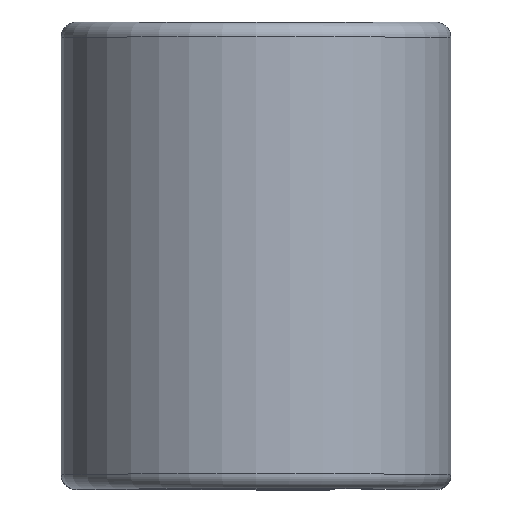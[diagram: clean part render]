
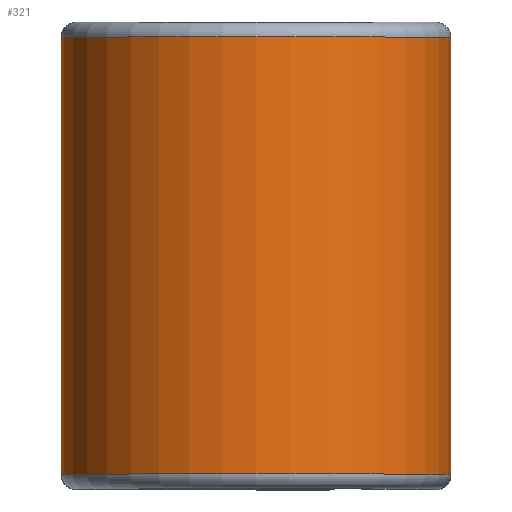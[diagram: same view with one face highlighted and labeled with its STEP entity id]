
A CAD part, top view. The second image highlights one B-rep face of the part: STEP entity #321.
In plain terms, the highlighted cylindrical face has radius 9.944 mm (diameter 19.888 mm), a partial arc.
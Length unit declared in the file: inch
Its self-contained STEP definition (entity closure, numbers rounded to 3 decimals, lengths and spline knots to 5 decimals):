
#76 = DIRECTION ( 'NONE',  ( 0., 0., -1. ) ) ;
#82 = EDGE_LOOP ( 'NONE', ( #1027, #1436, #1714, #1640 ) ) ;
#180 = DIRECTION ( 'NONE',  ( 0., 0., -1. ) ) ;
#250 = VERTEX_POINT ( 'NONE', #1655 ) ;
#298 = VECTOR ( 'NONE', #2822, 39.37008 ) ;
#321 = ADVANCED_FACE ( 'NONE', ( #1972 ), #1676, .T. ) ;
#344 = CIRCLE ( 'NONE', #2717, 0.3915 ) ;
#412 = CARTESIAN_POINT ( 'NONE',  ( 0.3915, -0.43875, 0.562 ) ) ;
#431 = CIRCLE ( 'NONE', #2251, 0.3915 ) ;
#616 = CARTESIAN_POINT ( 'NONE',  ( -0.3915, 0.43875, 0.562 ) ) ;
#626 = CARTESIAN_POINT ( 'NONE',  ( -0.3915, 0.43875, 0.562 ) ) ;
#633 = DIRECTION ( 'NONE',  ( 0., -1., 0. ) ) ;
#856 = DIRECTION ( 'NONE',  ( 0., 1., 0. ) ) ;
#943 = EDGE_CURVE ( 'NONE', #1680, #250, #1536, .T. ) ;
#1027 = ORIENTED_EDGE ( 'NONE', *, *, #943, .T. ) ;
#1043 = VECTOR ( 'NONE', #856, 39.37008 ) ;
#1207 = CARTESIAN_POINT ( 'NONE',  ( 0.3915, 0.43875, 0.562 ) ) ;
#1418 = AXIS2_PLACEMENT_3D ( 'NONE', #1928, #2127, #76 ) ;
#1436 = ORIENTED_EDGE ( 'NONE', *, *, #2320, .T. ) ;
#1536 = LINE ( 'NONE', #1207, #298 ) ;
#1566 = DIRECTION ( 'NONE',  ( 0., -1., 0. ) ) ;
#1640 = ORIENTED_EDGE ( 'NONE', *, *, #2268, .F. ) ;
#1655 = CARTESIAN_POINT ( 'NONE',  ( 0.3915, 0.43875, 0.562 ) ) ;
#1676 = CYLINDRICAL_SURFACE ( 'NONE', #1418, 0.3915 ) ;
#1680 = VERTEX_POINT ( 'NONE', #412 ) ;
#1714 = ORIENTED_EDGE ( 'NONE', *, *, #2213, .F. ) ;
#1720 = LINE ( 'NONE', #626, #1043 ) ;
#1928 = CARTESIAN_POINT ( 'NONE',  ( 0., 0.4375, 0.562 ) ) ;
#1972 = FACE_OUTER_BOUND ( 'NONE', #82, .T. ) ;
#2010 = CARTESIAN_POINT ( 'NONE',  ( 0., -0.43875, 0.562 ) ) ;
#2127 = DIRECTION ( 'NONE',  ( 0., -1., 0. ) ) ;
#2147 = VERTEX_POINT ( 'NONE', #2658 ) ;
#2213 = EDGE_CURVE ( 'NONE', #2147, #2410, #1720, .T. ) ;
#2247 = DIRECTION ( 'NONE',  ( 0., 0., -1. ) ) ;
#2251 = AXIS2_PLACEMENT_3D ( 'NONE', #2010, #633, #2247 ) ;
#2268 = EDGE_CURVE ( 'NONE', #1680, #2147, #431, .T. ) ;
#2320 = EDGE_CURVE ( 'NONE', #250, #2410, #344, .T. ) ;
#2410 = VERTEX_POINT ( 'NONE', #616 ) ;
#2658 = CARTESIAN_POINT ( 'NONE',  ( -0.3915, -0.43875, 0.562 ) ) ;
#2717 = AXIS2_PLACEMENT_3D ( 'NONE', #2962, #1566, #180 ) ;
#2822 = DIRECTION ( 'NONE',  ( 0., 1., 0. ) ) ;
#2962 = CARTESIAN_POINT ( 'NONE',  ( 0., 0.43875, 0.562 ) ) ;
